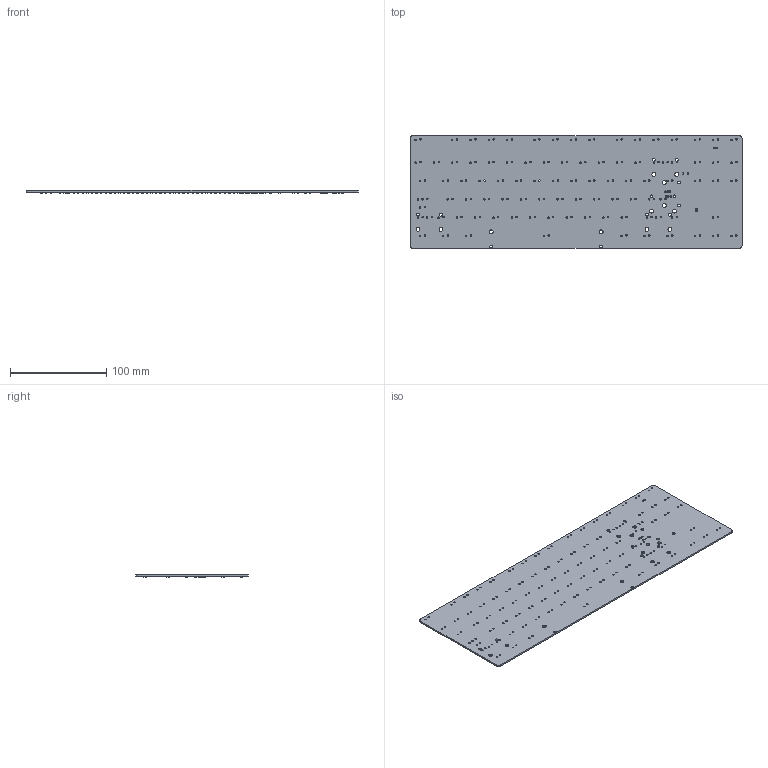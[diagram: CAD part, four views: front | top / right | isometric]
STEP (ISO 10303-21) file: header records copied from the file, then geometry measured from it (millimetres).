
FILE_DESCRIPTION(('KiCad electronic assembly'),'2;1');
FILE_NAME('Caerdroia-ALPS.step','2025-06-24T17:05:00',('Pcbnew'),( 'Kicad'),'Open CASCADE STEP processor 7.8','KiCad to STEP converter' ,'Unknown');
FILE_SCHEMA(('AUTOMOTIVE_DESIGN { 1 0 10303 214 1 1 1 1 }'));
Length unit declared in the file: millimetre
Products named in the file (22): Caerdroia-ALPS 1; D_SOD-123; D_SOD_123; C_0402_1005Metric; R_0603_1608Metric; SOT-23; SOT_23; R_0402_1005Metric; SW_SPST_TL3342; WSON-8-1EP_2x2mm_P0.5mm_EP0.9x1.6mm; WSON_8_1EP_2x2mm_P05mm_EP09x16mm; Crystal_SMD_3225-4Pin_3.2x2.5mm; QFN-56-1EP_7x7mm_P0.4mm_EP5.6x5.6mm; QFN-56-1EP_7x7mm_Pitch0.4mm; C_0603_1608Metric; caerdroia-solderable_PCB
Assembly tree (134 placements, depth 3):
  Caerdroia-ALPS 1
    D_SOD-123  x90
      D_SOD_123
    C_0402_1005Metric  x16
      C_0402_1005Metric
    R_0603_1608Metric  x2
      R_0603_1608Metric
    SOT-23
      SOT_23
    R_0402_1005Metric  x7
      R_0402_1005Metric
    SW_SPST_TL3342  x2
      SW_SPST_TL3342
    WSON-8-1EP_2x2mm_P0.5mm_EP0.9x1.6mm
      WSON_8_1EP_2x2mm_P05mm_EP09x16mm
    Crystal_SMD_3225-4Pin_3.2x2.5mm
      Crystal_SMD_3225-4Pin_3.2x2.5mm
    QFN-56-1EP_7x7mm_P0.4mm_EP5.6x5.6mm  x2
      QFN-56-1EP_7x7mm_Pitch0.4mm
    C_0603_1608Metric
      C_0603_1608Metric
    caerdroia-solderable_PCB
Bounding box: 345.28 x 117.28 x 3.19 mm (x, y, z)
Volume: 64418.4 mm3; surface area: 85598.7 mm2
Topology: 124 solids, 126 shells, 8246 faces, 20168 edges, 12320 vertices
Faces by surface type: plane 4388, bspline 2399, cylinder 1457, torus 2
Full cylindrical faces by diameter (mm): 0.25 x1, 0.35 x9, 0.4 x12, 0.5 x2, 1.2 x2, 1.524 x194, 2 x2, 3.048 x12, 3.988 x12
Entity records: 45557 total; most frequent: CARTESIAN_POINT 7666, ORIENTED_EDGE 6346, DIRECTION 6301, EDGE_CURVE 3173, LINE 2229, VECTOR 2229, VERTEX_POINT 2077, AXIS2_PLACEMENT_3D 2036
